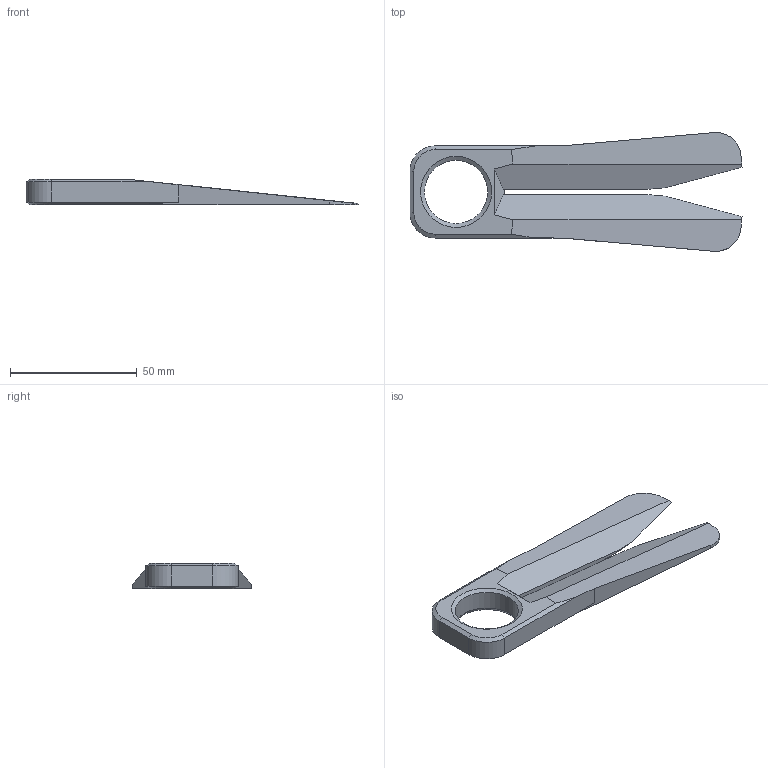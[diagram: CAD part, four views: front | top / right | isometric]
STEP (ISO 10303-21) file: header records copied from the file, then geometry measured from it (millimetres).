
FILE_DESCRIPTION(/* description */ (''),/* implementation_level */ '2;1');
FILE_NAME(/* name */ 'Splitter XL v6.step',/* time_stamp */ '2025-08-09T23:56:20-05:00',/* author */ (''),/* organization */ (''),/* preprocessor_version */ 'ST-DEVELOPER v20.1',/* originating_system */ 'Autodesk Translation Framework v14.10.0.0',/* authorisation */ '');
FILE_SCHEMA (('AUTOMOTIVE_DESIGN { 1 0 10303 214 3 1 1 }'));
Length unit declared in the file: millimetre
Products named in the file (1): Splitter XL
Bounding box: 131 x 46.86 x 10 mm (x, y, z)
Volume: 22860.8 mm3; surface area: 11862.8 mm2
Topology: 1 solids, 1 shells, 753 faces, 2069 edges, 1376 vertices
Faces by surface type: plane 385, bspline 357, cone 6, cylinder 5
Full cylindrical faces by diameter (mm): 25 x1
Entity records: 27012 total; most frequent: CARTESIAN_POINT 10280, ORIENTED_EDGE 4138, DIRECTION 2162, EDGE_CURVE 2069, VERTEX_POINT 1376, LINE 1336, VECTOR 1336, EDGE_LOOP 813
